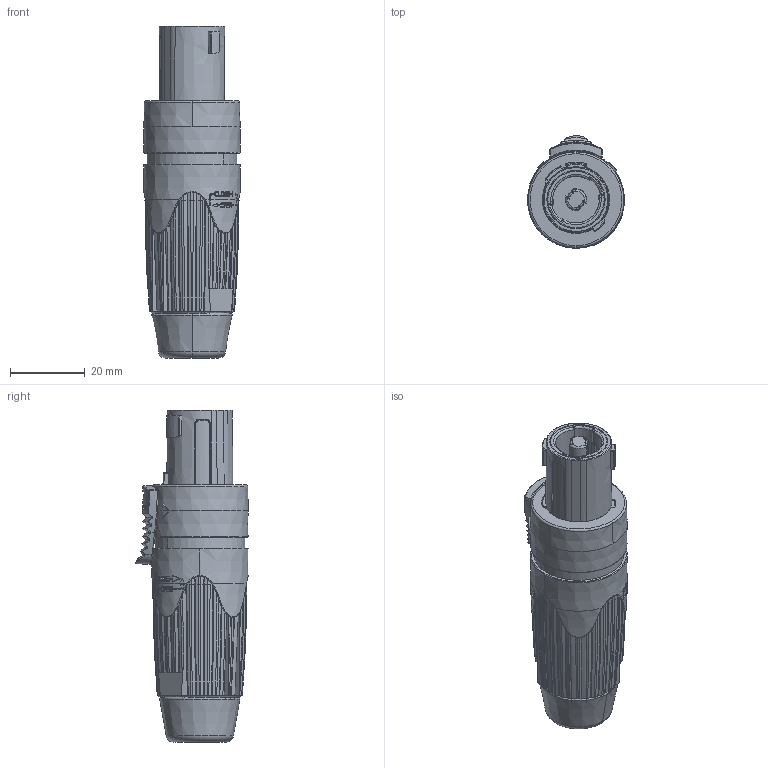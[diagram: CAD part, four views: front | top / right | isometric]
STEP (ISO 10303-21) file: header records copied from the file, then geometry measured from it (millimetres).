
FILE_DESCRIPTION((''),'2;1');
FILE_NAME('NLT4FX','2019-05-16T11:26:17',('odo'),(''),'CREO PARAMETRIC BY PTC INC, 2018500','CREO PARAMETRIC BY PTC INC, 2018500','');
FILE_SCHEMA(('CONFIG_CONTROL_DESIGN'));
Products named in the file (1): NLT4FX
Bounding box: 26 x 30.18 x 89 mm (x, y, z)
Volume: 34466.6 mm3; surface area: 12571.9 mm2
Topology: 5 solids, 8 shells, 1333 faces, 3638 edges, 2347 vertices
Faces by surface type: plane 612, bspline 343, cylinder 135, cone 125, torus 89, extrusion 21, sphere 8
Entity records: 54344 total; most frequent: CARTESIAN_POINT 24206, ORIENTED_EDGE 7248, DIRECTION 4918, EDGE_CURVE 3628, VERTEX_POINT 2347, AXIS2_PLACEMENT_3D 1892, B_SPLINE_CURVE_WITH_KNOTS 1612, EDGE_LOOP 1385
